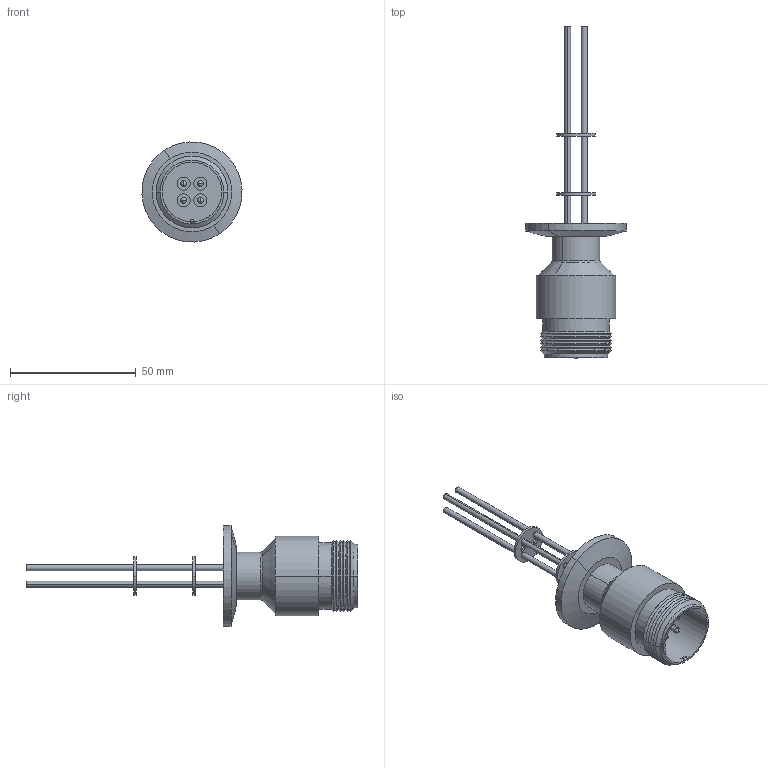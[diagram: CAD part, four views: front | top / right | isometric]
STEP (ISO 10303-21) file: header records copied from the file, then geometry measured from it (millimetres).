
FILE_DESCRIPTION (( 'STEP AP203' ), '1' );
FILE_NAME ('A3991-5-QF.STEP', '2012-11-12T15:50:50', ( '' ), ( '' ), 'SwSTEP 2.0', 'SolidWorks 2012', '' );
FILE_SCHEMA (( 'CONFIG_CONTROL_DESIGN' ));
Length unit declared in the file: inch
Products named in the file (1): A3991-5-QF
Bounding box: 39.82 x 132.15 x 39.82 mm (x, y, z)
Volume: 16723.7 mm3; surface area: 18424.7 mm2
Topology: 1 solids, 1 shells, 173 faces, 377 edges, 234 vertices
Faces by surface type: cylinder 87, plane 40, cone 34, torus 12
Entity records: 4905 total; most frequent: DIRECTION 948, CARTESIAN_POINT 803, ORIENTED_EDGE 754, AXIS2_PLACEMENT_3D 403, EDGE_CURVE 377, VERTEX_POINT 234, CIRCLE 229, EDGE_LOOP 221
